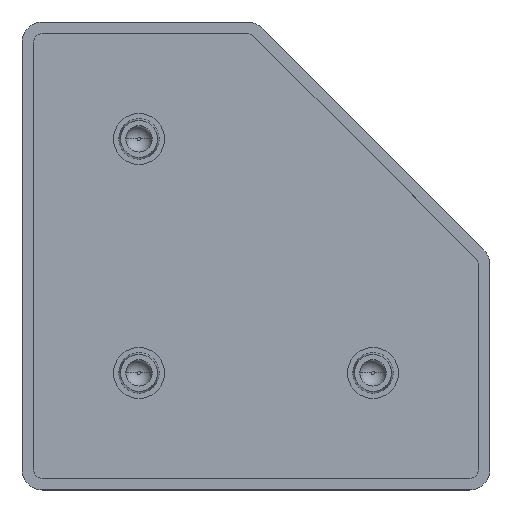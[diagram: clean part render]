
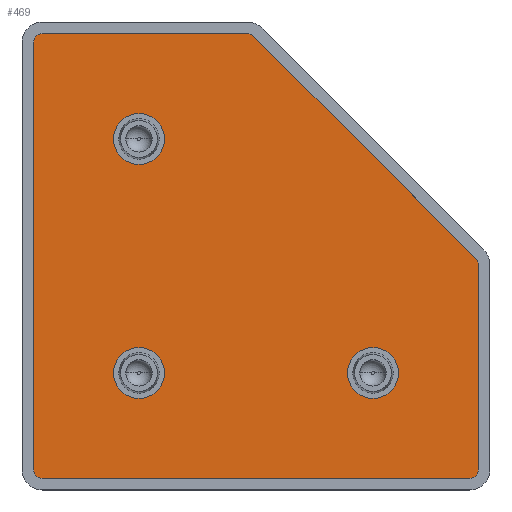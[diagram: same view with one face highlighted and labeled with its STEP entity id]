
A CAD part, top view. The second image highlights one B-rep face of the part: STEP entity #469.
In plain terms, the highlighted planar face has unit normal (0, 0, 1).
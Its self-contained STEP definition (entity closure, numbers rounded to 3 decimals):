
#12 = ORIENTED_EDGE ( 'NONE', *, *, #798, .T. ) ;
#14 = EDGE_LOOP ( 'NONE', ( #157, #2197 ) ) ;
#43 = AXIS2_PLACEMENT_3D ( 'NONE', #2249, #1450, #638 ) ;
#68 = DIRECTION ( 'NONE',  ( 0., 0., -1. ) ) ;
#74 = DIRECTION ( 'NONE',  ( 1., 0., 0. ) ) ;
#82 = EDGE_CURVE ( 'NONE', #1528, #1433, #2507, .T. ) ;
#102 = ORIENTED_EDGE ( 'NONE', *, *, #405, .T. ) ;
#157 = ORIENTED_EDGE ( 'NONE', *, *, #795, .T. ) ;
#202 = CARTESIAN_POINT ( 'NONE',  ( -36.5, -36.5, -2. ) ) ;
#241 = CIRCLE ( 'NONE', #1194, 1.5 ) ;
#251 = LINE ( 'NONE', #262, #1574 ) ;
#261 = CARTESIAN_POINT ( 'NONE',  ( -15.65, 20., -2. ) ) ;
#262 = CARTESIAN_POINT ( 'NONE',  ( -36.5, -38., -2. ) ) ;
#274 = EDGE_CURVE ( 'NONE', #520, #894, #1948, .T. ) ;
#332 = EDGE_LOOP ( 'NONE', ( #1791, #1599 ) ) ;
#335 = EDGE_CURVE ( 'NONE', #1764, #1993, #241, .T. ) ;
#364 = CARTESIAN_POINT ( 'NONE',  ( 24.35, -20., -2. ) ) ;
#386 = CARTESIAN_POINT ( 'NONE',  ( -20., 20., -2. ) ) ;
#395 = CIRCLE ( 'NONE', #1395, 1.5 ) ;
#402 = CARTESIAN_POINT ( 'NONE',  ( -1.45, 38., -2. ) ) ;
#405 = EDGE_CURVE ( 'NONE', #1869, #1528, #1817, .T. ) ;
#423 = EDGE_CURVE ( 'NONE', #504, #1764, #846, .T. ) ;
#435 = CARTESIAN_POINT ( 'NONE',  ( 20., -20., -2. ) ) ;
#453 = ORIENTED_EDGE ( 'NONE', *, *, #2052, .T. ) ;
#466 = DIRECTION ( 'NONE',  ( 0., 0., -1. ) ) ;
#469 = ADVANCED_FACE ( 'NONE', ( #1086, #1672, #2047, #658 ), #2398, .T. ) ;
#480 = EDGE_CURVE ( 'NONE', #1993, #1124, #251, .T. ) ;
#504 = VERTEX_POINT ( 'NONE', #647 ) ;
#512 = EDGE_CURVE ( 'NONE', #894, #520, #1197, .T. ) ;
#520 = VERTEX_POINT ( 'NONE', #364 ) ;
#534 = CARTESIAN_POINT ( 'NONE',  ( -24.35, 20., -2. ) ) ;
#550 = EDGE_LOOP ( 'NONE', ( #683, #569 ) ) ;
#569 = ORIENTED_EDGE ( 'NONE', *, *, #1360, .T. ) ;
#572 = CARTESIAN_POINT ( 'NONE',  ( 38., -36.5, -2. ) ) ;
#609 = DIRECTION ( 'NONE',  ( -1., 0., 0. ) ) ;
#610 = LINE ( 'NONE', #572, #1285 ) ;
#613 = DIRECTION ( 'NONE',  ( -1., 0., 0. ) ) ;
#618 = CARTESIAN_POINT ( 'NONE',  ( -1.45, 36.5, -2. ) ) ;
#638 = DIRECTION ( 'NONE',  ( -1., 0., 0. ) ) ;
#647 = CARTESIAN_POINT ( 'NONE',  ( -38., 36.5, -2. ) ) ;
#658 = FACE_OUTER_BOUND ( 'NONE', #1930, .T. ) ;
#659 = CIRCLE ( 'NONE', #697, 4.35 ) ;
#667 = CIRCLE ( 'NONE', #2070, 1.5 ) ;
#676 = DIRECTION ( 'NONE',  ( 1., 0., 0. ) ) ;
#682 = AXIS2_PLACEMENT_3D ( 'NONE', #833, #2432, #1658 ) ;
#683 = ORIENTED_EDGE ( 'NONE', *, *, #1551, .T. ) ;
#697 = AXIS2_PLACEMENT_3D ( 'NONE', #2194, #2022, #74 ) ;
#734 = DIRECTION ( 'NONE',  ( -1., 0., 0. ) ) ;
#736 = CIRCLE ( 'NONE', #43, 1.5 ) ;
#793 = DIRECTION ( 'NONE',  ( -1., 0., 0. ) ) ;
#795 = EDGE_CURVE ( 'NONE', #1472, #1747, #2140, .T. ) ;
#798 = EDGE_CURVE ( 'NONE', #1124, #1152, #736, .T. ) ;
#828 = CARTESIAN_POINT ( 'NONE',  ( -20., -20., -2. ) ) ;
#833 = CARTESIAN_POINT ( 'NONE',  ( 36.5, -1.45, -2. ) ) ;
#836 = AXIS2_PLACEMENT_3D ( 'NONE', #435, #1224, #2161 ) ;
#846 = LINE ( 'NONE', #1442, #2303 ) ;
#849 = ORIENTED_EDGE ( 'NONE', *, *, #335, .T. ) ;
#888 = VERTEX_POINT ( 'NONE', #261 ) ;
#894 = VERTEX_POINT ( 'NONE', #2420 ) ;
#959 = ORIENTED_EDGE ( 'NONE', *, *, #423, .T. ) ;
#964 = DIRECTION ( 'NONE',  ( 0., 0., 1. ) ) ;
#1002 = CARTESIAN_POINT ( 'NONE',  ( 38., -36.5, -2. ) ) ;
#1064 = EDGE_CURVE ( 'NONE', #1152, #1869, #610, .T. ) ;
#1074 = DIRECTION ( 'NONE',  ( 0., 0., 1. ) ) ;
#1086 = FACE_BOUND ( 'NONE', #550, .T. ) ;
#1124 = VERTEX_POINT ( 'NONE', #2351 ) ;
#1152 = VERTEX_POINT ( 'NONE', #1002 ) ;
#1163 = CARTESIAN_POINT ( 'NONE',  ( -36.5, -38., -2. ) ) ;
#1171 = CARTESIAN_POINT ( 'NONE',  ( -36.5, 36.5, -2. ) ) ;
#1194 = AXIS2_PLACEMENT_3D ( 'NONE', #202, #1781, #609 ) ;
#1197 = CIRCLE ( 'NONE', #1414, 4.35 ) ;
#1213 = ORIENTED_EDGE ( 'NONE', *, *, #1783, .T. ) ;
#1222 = VERTEX_POINT ( 'NONE', #534 ) ;
#1224 = DIRECTION ( 'NONE',  ( 0., 0., -1. ) ) ;
#1255 = CARTESIAN_POINT ( 'NONE',  ( 20., -20., -2. ) ) ;
#1285 = VECTOR ( 'NONE', #1782, 1000. ) ;
#1312 = EDGE_CURVE ( 'NONE', #1747, #1472, #2268, .T. ) ;
#1338 = AXIS2_PLACEMENT_3D ( 'NONE', #828, #466, #1842 ) ;
#1350 = VECTOR ( 'NONE', #613, 1000. ) ;
#1354 = CARTESIAN_POINT ( 'NONE',  ( 37.561, -0.389, -2. ) ) ;
#1360 = EDGE_CURVE ( 'NONE', #1222, #888, #659, .T. ) ;
#1395 = AXIS2_PLACEMENT_3D ( 'NONE', #1171, #1972, #793 ) ;
#1414 = AXIS2_PLACEMENT_3D ( 'NONE', #1255, #2028, #1464 ) ;
#1433 = VERTEX_POINT ( 'NONE', #2281 ) ;
#1442 = CARTESIAN_POINT ( 'NONE',  ( -38., 36.5, -2. ) ) ;
#1450 = DIRECTION ( 'NONE',  ( 0., 0., 1. ) ) ;
#1464 = DIRECTION ( 'NONE',  ( -1., 0., 0. ) ) ;
#1472 = VERTEX_POINT ( 'NONE', #2490 ) ;
#1528 = VERTEX_POINT ( 'NONE', #1354 ) ;
#1551 = EDGE_CURVE ( 'NONE', #888, #1222, #1780, .T. ) ;
#1574 = VECTOR ( 'NONE', #2410, 1000. ) ;
#1599 = ORIENTED_EDGE ( 'NONE', *, *, #274, .T. ) ;
#1600 = LINE ( 'NONE', #402, #1350 ) ;
#1658 = DIRECTION ( 'NONE',  ( -1., 0., 0. ) ) ;
#1672 = FACE_BOUND ( 'NONE', #14, .T. ) ;
#1747 = VERTEX_POINT ( 'NONE', #1761 ) ;
#1754 = CARTESIAN_POINT ( 'NONE',  ( -1.45, 38., -2. ) ) ;
#1760 = DIRECTION ( 'NONE',  ( 1., 0., 0. ) ) ;
#1761 = CARTESIAN_POINT ( 'NONE',  ( -24.35, -20., -2. ) ) ;
#1764 = VERTEX_POINT ( 'NONE', #2517 ) ;
#1780 = CIRCLE ( 'NONE', #1829, 4.35 ) ;
#1781 = DIRECTION ( 'NONE',  ( 0., 0., 1. ) ) ;
#1782 = DIRECTION ( 'NONE',  ( 0., 1., 0. ) ) ;
#1783 = EDGE_CURVE ( 'NONE', #1433, #1799, #667, .T. ) ;
#1790 = VECTOR ( 'NONE', #2008, 1000. ) ;
#1791 = ORIENTED_EDGE ( 'NONE', *, *, #512, .T. ) ;
#1799 = VERTEX_POINT ( 'NONE', #1754 ) ;
#1817 = CIRCLE ( 'NONE', #682, 1.5 ) ;
#1829 = AXIS2_PLACEMENT_3D ( 'NONE', #386, #2532, #1760 ) ;
#1842 = DIRECTION ( 'NONE',  ( 1., 0., 0. ) ) ;
#1847 = DIRECTION ( 'NONE',  ( 0., -1., 0. ) ) ;
#1860 = AXIS2_PLACEMENT_3D ( 'NONE', #2397, #68, #2222 ) ;
#1864 = VERTEX_POINT ( 'NONE', #2125 ) ;
#1869 = VERTEX_POINT ( 'NONE', #2267 ) ;
#1930 = EDGE_LOOP ( 'NONE', ( #453, #2092, #959, #849, #2091, #12, #2248, #102, #2406, #1213 ) ) ;
#1948 = CIRCLE ( 'NONE', #836, 4.35 ) ;
#1972 = DIRECTION ( 'NONE',  ( 0., 0., 1. ) ) ;
#1993 = VERTEX_POINT ( 'NONE', #1163 ) ;
#2008 = DIRECTION ( 'NONE',  ( -0.707, 0.707, 0. ) ) ;
#2022 = DIRECTION ( 'NONE',  ( 0., 0., -1. ) ) ;
#2028 = DIRECTION ( 'NONE',  ( 0., 0., -1. ) ) ;
#2047 = FACE_BOUND ( 'NONE', #332, .T. ) ;
#2052 = EDGE_CURVE ( 'NONE', #1799, #1864, #1600, .T. ) ;
#2070 = AXIS2_PLACEMENT_3D ( 'NONE', #618, #964, #734 ) ;
#2091 = ORIENTED_EDGE ( 'NONE', *, *, #480, .T. ) ;
#2092 = ORIENTED_EDGE ( 'NONE', *, *, #2526, .T. ) ;
#2125 = CARTESIAN_POINT ( 'NONE',  ( -36.5, 38., -2. ) ) ;
#2127 = CARTESIAN_POINT ( 'NONE',  ( 37.561, -0.389, -2. ) ) ;
#2140 = CIRCLE ( 'NONE', #1860, 4.35 ) ;
#2161 = DIRECTION ( 'NONE',  ( -1., 0., 0. ) ) ;
#2194 = CARTESIAN_POINT ( 'NONE',  ( -20., 20., -2. ) ) ;
#2197 = ORIENTED_EDGE ( 'NONE', *, *, #1312, .T. ) ;
#2213 = CARTESIAN_POINT ( 'NONE',  ( -4.135, -4.135, -2. ) ) ;
#2222 = DIRECTION ( 'NONE',  ( 1., 0., 0. ) ) ;
#2248 = ORIENTED_EDGE ( 'NONE', *, *, #1064, .T. ) ;
#2249 = CARTESIAN_POINT ( 'NONE',  ( 36.5, -36.5, -2. ) ) ;
#2263 = AXIS2_PLACEMENT_3D ( 'NONE', #2213, #1074, #676 ) ;
#2267 = CARTESIAN_POINT ( 'NONE',  ( 38., -1.45, -2. ) ) ;
#2268 = CIRCLE ( 'NONE', #1338, 4.35 ) ;
#2281 = CARTESIAN_POINT ( 'NONE',  ( -0.389, 37.561, -2. ) ) ;
#2303 = VECTOR ( 'NONE', #1847, 1000. ) ;
#2351 = CARTESIAN_POINT ( 'NONE',  ( 36.5, -38., -2. ) ) ;
#2397 = CARTESIAN_POINT ( 'NONE',  ( -20., -20., -2. ) ) ;
#2398 = PLANE ( 'NONE',  #2263 ) ;
#2406 = ORIENTED_EDGE ( 'NONE', *, *, #82, .T. ) ;
#2410 = DIRECTION ( 'NONE',  ( 1., 0., 0. ) ) ;
#2420 = CARTESIAN_POINT ( 'NONE',  ( 15.65, -20., -2. ) ) ;
#2432 = DIRECTION ( 'NONE',  ( 0., 0., 1. ) ) ;
#2490 = CARTESIAN_POINT ( 'NONE',  ( -15.65, -20., -2. ) ) ;
#2507 = LINE ( 'NONE', #2127, #1790 ) ;
#2517 = CARTESIAN_POINT ( 'NONE',  ( -38., -36.5, -2. ) ) ;
#2526 = EDGE_CURVE ( 'NONE', #1864, #504, #395, .T. ) ;
#2532 = DIRECTION ( 'NONE',  ( 0., 0., -1. ) ) ;
